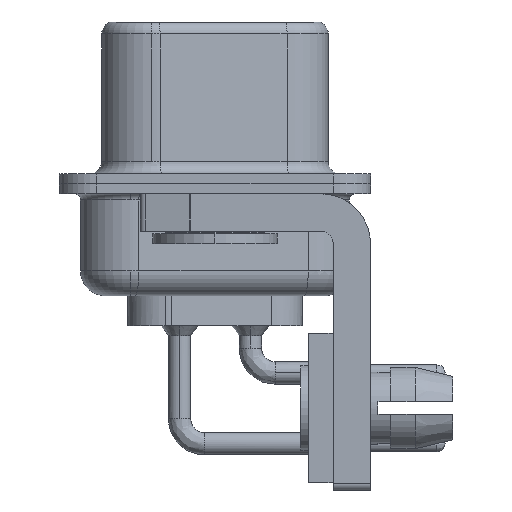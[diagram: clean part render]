
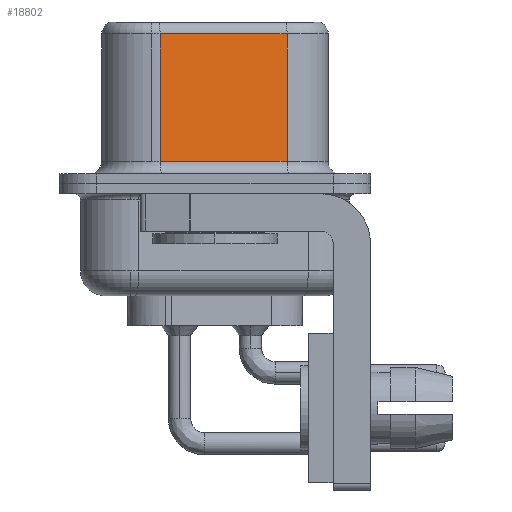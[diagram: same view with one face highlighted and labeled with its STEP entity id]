
A CAD part, left-side view. The second image highlights one B-rep face of the part: STEP entity #18802.
In plain terms, the highlighted planar face has unit normal (-0.985, -0.174, 0).
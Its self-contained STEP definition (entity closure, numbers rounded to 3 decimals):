
#260 = VECTOR ( 'NONE', #3597, 1000. ) ;
#660 = ORIENTED_EDGE ( 'NONE', *, *, #14644, .T. ) ;
#1172 = CARTESIAN_POINT ( 'NONE',  ( 3.68, 2.203, 0.9 ) ) ;
#2283 = DIRECTION ( 'NONE',  ( 0.174, -0.985, 0. ) ) ;
#2306 = EDGE_CURVE ( 'NONE', #12005, #19587, #14387, .T. ) ;
#3597 = DIRECTION ( 'NONE',  ( 0., 0., -1. ) ) ;
#3988 = EDGE_LOOP ( 'NONE', ( #4861, #7893, #660, #21253 ) ) ;
#4327 = LINE ( 'NONE', #12902, #22010 ) ;
#4538 = DIRECTION ( 'NONE',  ( -0.174, 0.985, 0. ) ) ;
#4626 = DIRECTION ( 'NONE',  ( -0.174, 0.985, 0. ) ) ;
#4861 = ORIENTED_EDGE ( 'NONE', *, *, #2306, .F. ) ;
#5349 = DIRECTION ( 'NONE',  ( 0., 0., -1. ) ) ;
#6066 = VERTEX_POINT ( 'NONE', #6130 ) ;
#6130 = CARTESIAN_POINT ( 'NONE',  ( 3.68, 2.203, 6.02 ) ) ;
#6330 = CARTESIAN_POINT ( 'NONE',  ( 4.58, -2.897, 6.52 ) ) ;
#6849 = VECTOR ( 'NONE', #4538, 1000. ) ;
#7069 = VECTOR ( 'NONE', #5349, 1000. ) ;
#7620 = LINE ( 'NONE', #14184, #7069 ) ;
#7893 = ORIENTED_EDGE ( 'NONE', *, *, #10830, .T. ) ;
#8462 = CARTESIAN_POINT ( 'NONE',  ( 4.58, -2.897, 0.9 ) ) ;
#10830 = EDGE_CURVE ( 'NONE', #12005, #6066, #11575, .T. ) ;
#11260 = EDGE_CURVE ( 'NONE', #16344, #19587, #4327, .T. ) ;
#11575 = LINE ( 'NONE', #16903, #6849 ) ;
#12005 = VERTEX_POINT ( 'NONE', #16698 ) ;
#12902 = CARTESIAN_POINT ( 'NONE',  ( 4.58, -2.897, 0.9 ) ) ;
#13198 = AXIS2_PLACEMENT_3D ( 'NONE', #6330, #15239, #4626 ) ;
#14184 = CARTESIAN_POINT ( 'NONE',  ( 3.68, 2.203, 6.52 ) ) ;
#14387 = LINE ( 'NONE', #19522, #260 ) ;
#14644 = EDGE_CURVE ( 'NONE', #6066, #16344, #7620, .T. ) ;
#15239 = DIRECTION ( 'NONE',  ( 0.985, 0.174, 0. ) ) ;
#16344 = VERTEX_POINT ( 'NONE', #1172 ) ;
#16698 = CARTESIAN_POINT ( 'NONE',  ( 4.58, -2.897, 6.02 ) ) ;
#16903 = CARTESIAN_POINT ( 'NONE',  ( 4.58, -2.897, 6.02 ) ) ;
#18802 = ADVANCED_FACE ( 'NONE', ( #19764 ), #22220, .F. ) ;
#19522 = CARTESIAN_POINT ( 'NONE',  ( 4.58, -2.897, 6.52 ) ) ;
#19587 = VERTEX_POINT ( 'NONE', #8462 ) ;
#19764 = FACE_OUTER_BOUND ( 'NONE', #3988, .T. ) ;
#21253 = ORIENTED_EDGE ( 'NONE', *, *, #11260, .T. ) ;
#22010 = VECTOR ( 'NONE', #2283, 1000. ) ;
#22220 = PLANE ( 'NONE',  #13198 ) ;
